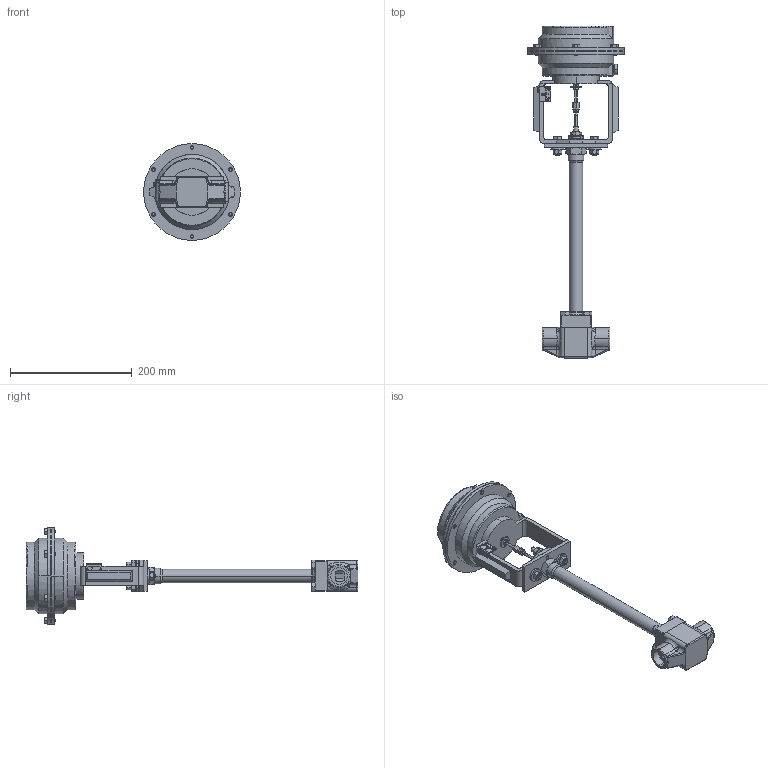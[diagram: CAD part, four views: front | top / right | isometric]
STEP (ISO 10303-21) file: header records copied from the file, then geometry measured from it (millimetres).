
FILE_DESCRIPTION (( 'STEP AP203' ), '1' );
FILE_NAME ('708CR-075-S6-SW-14M.step', '2017-09-15T14:11:10', ( '' ), ( '' ), 'SwSTEP 2.0', 'SolidWorks 2014', '' );
FILE_SCHEMA (( 'CONFIG_CONTROL_DESIGN' ));
Length unit declared in the file: inch
Products named in the file (1): 708CR-075-S6-SW-14M
Bounding box: 158.75 x 544.56 x 158.75 mm (x, y, z)
Volume: 1549715 mm3; surface area: 175508.4 mm2
Topology: 3 solids, 3 shells, 859 faces, 2091 edges, 1298 vertices
Faces by surface type: plane 372, cone 223, cylinder 144, bspline 74, torus 42, sphere 4
Entity records: 33787 total; most frequent: CARTESIAN_POINT 14512, ORIENTED_EDGE 4182, DIRECTION 3687, EDGE_CURVE 2091, AXIS2_PLACEMENT_3D 1382, VERTEX_POINT 1298, EDGE_LOOP 935, VECTOR 923
